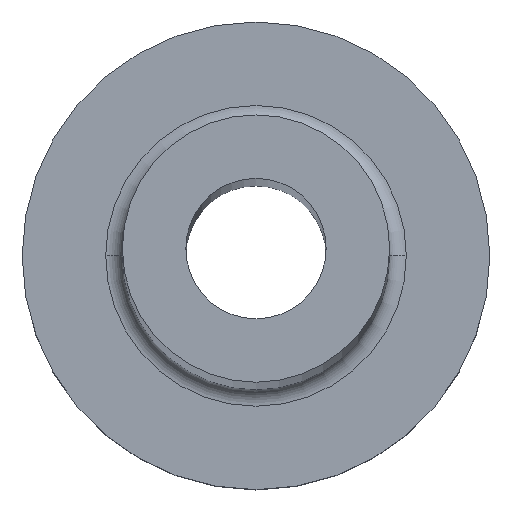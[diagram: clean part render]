
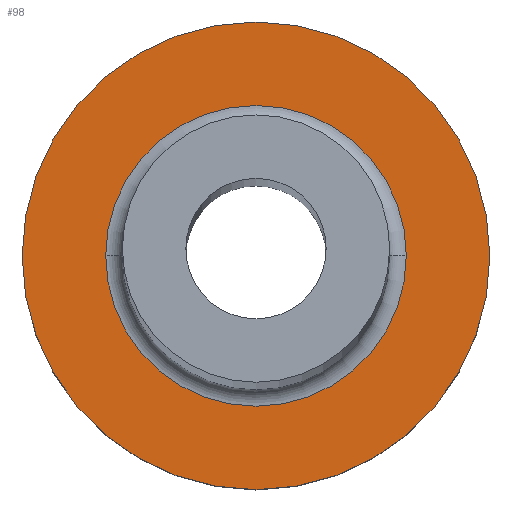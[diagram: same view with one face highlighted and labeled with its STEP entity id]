
A CAD part, top view. The second image highlights one B-rep face of the part: STEP entity #98.
In plain terms, the highlighted planar face has unit normal (0, 0, 1).
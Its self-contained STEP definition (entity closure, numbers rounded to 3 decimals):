
#7 = AXIS2_PLACEMENT_3D ( 'NONE', #372, #230, #345 ) ;
#10 = CARTESIAN_POINT ( 'NONE',  ( 0., 0., 5. ) ) ;
#18 = ORIENTED_EDGE ( 'NONE', *, *, #245, .T. ) ;
#39 = CARTESIAN_POINT ( 'NONE',  ( -7., 0., 5. ) ) ;
#52 = FACE_OUTER_BOUND ( 'NONE', #65, .T. ) ;
#54 = DIRECTION ( 'NONE',  ( 1., 0., 0. ) ) ;
#60 = EDGE_CURVE ( 'NONE', #320, #311, #336, .T. ) ;
#65 = EDGE_LOOP ( 'NONE', ( #86, #316 ) ) ;
#86 = ORIENTED_EDGE ( 'NONE', *, *, #60, .T. ) ;
#89 = VERTEX_POINT ( 'NONE', #279 ) ;
#98 = ADVANCED_FACE ( 'NONE', ( #256, #52 ), #116, .T. ) ;
#100 = CIRCLE ( 'NONE', #130, 7. ) ;
#107 = DIRECTION ( 'NONE',  ( 1., 0., 0. ) ) ;
#116 = PLANE ( 'NONE',  #7 ) ;
#123 = CIRCLE ( 'NONE', #341, 4.5 ) ;
#125 = EDGE_CURVE ( 'NONE', #212, #89, #163, .T. ) ;
#130 = AXIS2_PLACEMENT_3D ( 'NONE', #238, #211, #207 ) ;
#133 = DIRECTION ( 'NONE',  ( 0., 0., 1. ) ) ;
#163 = CIRCLE ( 'NONE', #374, 4.5 ) ;
#186 = CARTESIAN_POINT ( 'NONE',  ( 7., 0., 5. ) ) ;
#193 = EDGE_CURVE ( 'NONE', #311, #320, #100, .T. ) ;
#205 = CARTESIAN_POINT ( 'NONE',  ( 0., 0., 5. ) ) ;
#207 = DIRECTION ( 'NONE',  ( 1., 0., 0. ) ) ;
#209 = CARTESIAN_POINT ( 'NONE',  ( 4.5, 0., 5. ) ) ;
#211 = DIRECTION ( 'NONE',  ( 0., 0., 1. ) ) ;
#212 = VERTEX_POINT ( 'NONE', #209 ) ;
#228 = CARTESIAN_POINT ( 'NONE',  ( 0., 0., 5. ) ) ;
#230 = DIRECTION ( 'NONE',  ( 0., 0., 1. ) ) ;
#238 = CARTESIAN_POINT ( 'NONE',  ( 0., 0., 5. ) ) ;
#245 = EDGE_CURVE ( 'NONE', #89, #212, #123, .T. ) ;
#247 = DIRECTION ( 'NONE',  ( 1., 0., 0. ) ) ;
#256 = FACE_BOUND ( 'NONE', #346, .T. ) ;
#267 = DIRECTION ( 'NONE',  ( 0., 0., -1. ) ) ;
#276 = ORIENTED_EDGE ( 'NONE', *, *, #125, .T. ) ;
#279 = CARTESIAN_POINT ( 'NONE',  ( -4.5, 0., 5. ) ) ;
#311 = VERTEX_POINT ( 'NONE', #186 ) ;
#312 = DIRECTION ( 'NONE',  ( 0., 0., -1. ) ) ;
#316 = ORIENTED_EDGE ( 'NONE', *, *, #193, .T. ) ;
#320 = VERTEX_POINT ( 'NONE', #39 ) ;
#330 = AXIS2_PLACEMENT_3D ( 'NONE', #10, #133, #247 ) ;
#336 = CIRCLE ( 'NONE', #330, 7. ) ;
#341 = AXIS2_PLACEMENT_3D ( 'NONE', #205, #267, #107 ) ;
#345 = DIRECTION ( 'NONE',  ( 1., 0., 0. ) ) ;
#346 = EDGE_LOOP ( 'NONE', ( #276, #18 ) ) ;
#372 = CARTESIAN_POINT ( 'NONE',  ( 0., 0., 5. ) ) ;
#374 = AXIS2_PLACEMENT_3D ( 'NONE', #228, #312, #54 ) ;
